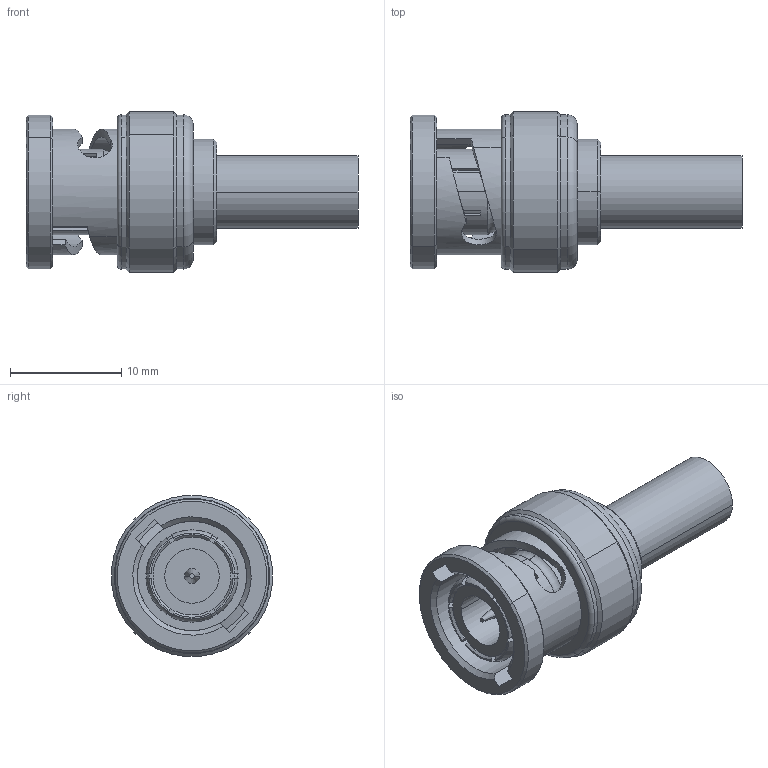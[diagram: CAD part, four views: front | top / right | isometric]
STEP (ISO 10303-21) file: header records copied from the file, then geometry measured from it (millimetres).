
FILE_DESCRIPTION(('FreeCAD Model'),'2;1');
FILE_NAME('Open CASCADE Shape Model','2022-03-31T19:39:06',('Author'),( ''),'Open CASCADE STEP processor 7.4','FreeCAD','Unknown');
FILE_SCHEMA(('AUTOMOTIVE_DESIGN { 1 0 10303 214 1 1 1 1 }'));
Length unit declared in the file: millimetre
Products named in the file (1): B112
Bounding box: 29.8 x 14.44 x 14.44 mm (x, y, z)
Volume: 1968.9 mm3; surface area: 2039.1 mm2
Topology: 1 solids, 1 shells, 134 faces, 336 edges, 212 vertices
Faces by surface type: cylinder 46, plane 44, cone 28, torus 12, bspline 4
Entity records: 4775 total; most frequent: CARTESIAN_POINT 1417, DIRECTION 694, ORIENTED_EDGE 672, EDGE_CURVE 336, AXIS2_PLACEMENT_3D 279, VERTEX_POINT 212, CIRCLE 148, FACE_BOUND 146
